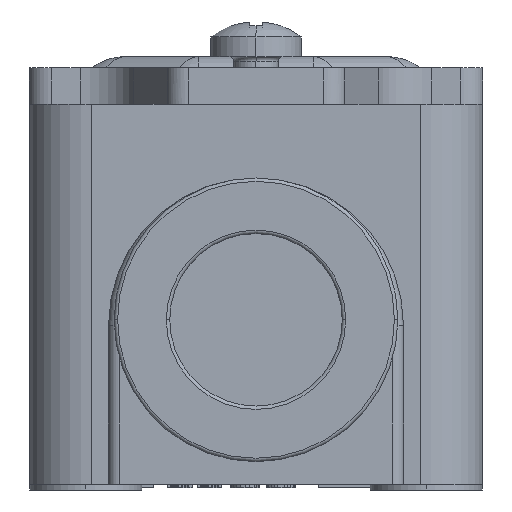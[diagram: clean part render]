
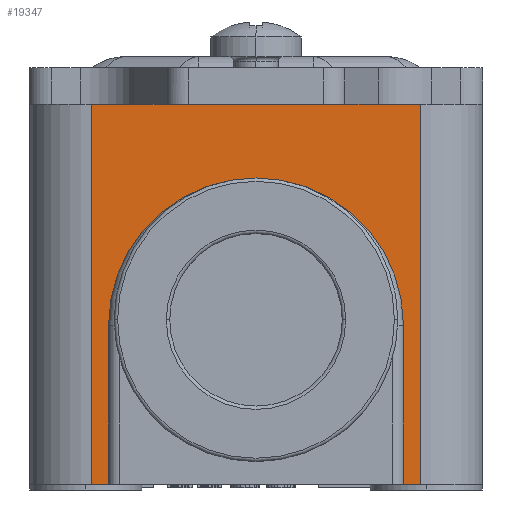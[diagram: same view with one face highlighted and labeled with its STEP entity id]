
A CAD part, front view. The second image highlights one B-rep face of the part: STEP entity #19347.
In plain terms, the highlighted planar face has unit normal (0, -1, 0).
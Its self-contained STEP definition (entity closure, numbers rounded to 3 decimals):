
#4859=DIRECTION('',(-1.,0.,0.));
#4860=VECTOR('',#4859,7.2);
#4861=CARTESIAN_POINT('',(-7.3,-36.,33.5));
#4862=LINE('',#4861,#4860);
#4896=DIRECTION('',(-1.,0.,0.));
#4897=VECTOR('',#4896,14.6);
#4898=CARTESIAN_POINT('',(7.3,-36.,33.5));
#4899=LINE('',#4898,#4897);
#4900=DIRECTION('',(0.,0.,1.));
#4901=VECTOR('',#4900,33.5);
#4902=CARTESIAN_POINT('',(14.5,-36.,0.));
#4903=LINE('',#4902,#4901);
#4904=DIRECTION('',(-1.,0.,0.));
#4905=VECTOR('',#4904,1.5);
#4906=CARTESIAN_POINT('',(14.5,-36.,0.));
#4907=LINE('',#4906,#4905);
#4908=DIRECTION('',(0.,0.,1.));
#4909=VECTOR('',#4908,14.);
#4910=CARTESIAN_POINT('',(13.,-36.,0.));
#4911=LINE('',#4910,#4909);
#4912=CARTESIAN_POINT('',(0.,-36.,14.));
#4913=DIRECTION('',(0.,-1.,0.));
#4914=DIRECTION('',(1.,0.,0.));
#4915=AXIS2_PLACEMENT_3D('',#4912,#4913,#4914);
#4917=DIRECTION('',(0.,0.,-1.));
#4918=VECTOR('',#4917,14.);
#4919=CARTESIAN_POINT('',(-13.,-36.,14.));
#4920=LINE('',#4919,#4918);
#4921=DIRECTION('',(-1.,0.,0.));
#4922=VECTOR('',#4921,1.5);
#4923=CARTESIAN_POINT('',(-13.,-36.,0.));
#4924=LINE('',#4923,#4922);
#4925=DIRECTION('',(0.,0.,1.));
#4926=VECTOR('',#4925,33.5);
#4927=CARTESIAN_POINT('',(-14.5,-36.,0.));
#4928=LINE('',#4927,#4926);
#4961=DIRECTION('',(-1.,0.,0.));
#4962=VECTOR('',#4961,7.2);
#4963=CARTESIAN_POINT('',(14.5,-36.,33.5));
#4964=LINE('',#4963,#4962);
#12735=CARTESIAN_POINT('',(14.5,-36.,33.5));
#12737=VERTEX_POINT('',#12735);
#12741=CARTESIAN_POINT('',(14.5,-36.,0.));
#12742=VERTEX_POINT('',#12741);
#12744=CARTESIAN_POINT('',(-14.5,-36.,33.5));
#12746=VERTEX_POINT('',#12744);
#12747=CARTESIAN_POINT('',(-14.5,-36.,0.));
#12748=VERTEX_POINT('',#12747);
#12814=CARTESIAN_POINT('',(-13.,-36.,0.));
#12816=VERTEX_POINT('',#12814);
#12817=CARTESIAN_POINT('',(-13.,-36.,14.));
#12818=VERTEX_POINT('',#12817);
#12823=CARTESIAN_POINT('',(13.,-36.,14.));
#12824=VERTEX_POINT('',#12823);
#12825=CARTESIAN_POINT('',(13.,-36.,0.));
#12827=VERTEX_POINT('',#12825);
#13300=CARTESIAN_POINT('',(-7.3,-36.,33.5));
#13301=VERTEX_POINT('',#13300);
#13302=CARTESIAN_POINT('',(7.3,-36.,33.5));
#13303=VERTEX_POINT('',#13302);
#19323=CARTESIAN_POINT('',(20.,-36.,33.5));
#19324=DIRECTION('',(0.,-1.,0.));
#19325=DIRECTION('',(-1.,0.,0.));
#19326=AXIS2_PLACEMENT_3D('',#19323,#19324,#19325);
#19327=PLANE('',#19326);
#19329=ORIENTED_EDGE('',*,*,#19328,.F.);
#19331=ORIENTED_EDGE('',*,*,#19330,.F.);
#19333=ORIENTED_EDGE('',*,*,#19332,.F.);
#19334=ORIENTED_EDGE('',*,*,#14884,.T.);
#19336=ORIENTED_EDGE('',*,*,#19335,.T.);
#19338=ORIENTED_EDGE('',*,*,#19337,.T.);
#19340=ORIENTED_EDGE('',*,*,#19339,.T.);
#19341=ORIENTED_EDGE('',*,*,#14876,.T.);
#19343=ORIENTED_EDGE('',*,*,#19342,.T.);
#19344=ORIENTED_EDGE('',*,*,#19306,.F.);
#19345=EDGE_LOOP('',(#19329,#19331,#19333,#19334,#19336,#19338,#19340,#19341,
#19343,#19344));
#19346=FACE_OUTER_BOUND('',#19345,.F.);
#19347=ADVANCED_FACE('',(#19346),#19327,.T.);
#4916=CIRCLE('',#4915,13.);
#14876=EDGE_CURVE('',#12816,#12748,#4924,.T.);
#14884=EDGE_CURVE('',#12742,#12827,#4907,.T.);
#19306=EDGE_CURVE('',#13301,#12746,#4862,.T.);
#19328=EDGE_CURVE('',#13303,#13301,#4899,.T.);
#19330=EDGE_CURVE('',#12737,#13303,#4964,.T.);
#19332=EDGE_CURVE('',#12742,#12737,#4903,.T.);
#19335=EDGE_CURVE('',#12827,#12824,#4911,.T.);
#19337=EDGE_CURVE('',#12824,#12818,#4916,.T.);
#19339=EDGE_CURVE('',#12818,#12816,#4920,.T.);
#19342=EDGE_CURVE('',#12748,#12746,#4928,.T.);
